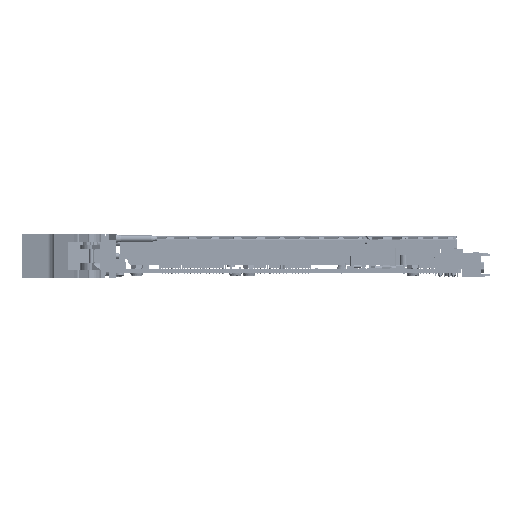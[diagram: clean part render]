
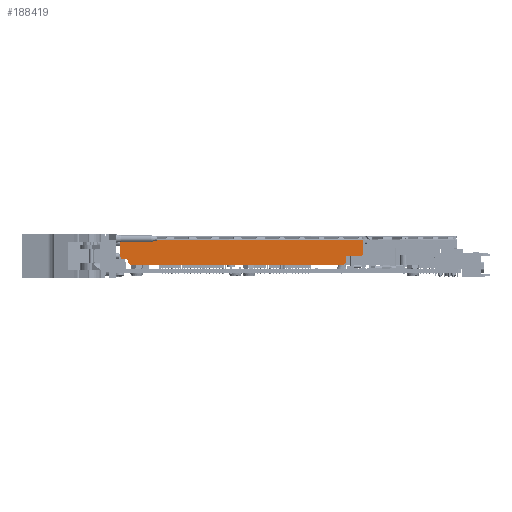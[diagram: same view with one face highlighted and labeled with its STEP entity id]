
A CAD part, front view. The second image highlights one B-rep face of the part: STEP entity #188419.
In plain terms, the highlighted planar face has unit normal (0, -1, 0).
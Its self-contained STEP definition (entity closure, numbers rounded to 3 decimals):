
#1058 = CARTESIAN_POINT ( 'NONE',  ( -90.312, -41.845, 10.237 ) ) ;
#1063 = DIRECTION ( 'NONE',  ( -1., 0., 0. ) ) ;
#1519 = CARTESIAN_POINT ( 'NONE',  ( -86.712, -41.845, 9.237 ) ) ;
#1522 = DIRECTION ( 'NONE',  ( 0., 0., 1. ) ) ;
#7514 = DIRECTION ( 'NONE',  ( 0., 0., 1. ) ) ;
#7518 = CARTESIAN_POINT ( 'NONE',  ( -90.312, -41.845, 7.737 ) ) ;
#7979 = CARTESIAN_POINT ( 'NONE',  ( -89.312, -41.845, 11.237 ) ) ;
#7982 = DIRECTION ( 'NONE',  ( 0., -1., 0. ) ) ;
#7985 = DIRECTION ( 'NONE',  ( 0., 0., 1. ) ) ;
#9006 = LINE ( 'NONE', #7518, #9019 ) ;
#9019 = VECTOR ( 'NONE', #7514, 1000. ) ;
#9083 = CIRCLE ( 'NONE', #18944, 1. ) ;
#9177 = LINE ( 'NONE', #1058, #9220 ) ;
#9220 = VECTOR ( 'NONE', #1063, 1000. ) ;
#9330 = LINE ( 'NONE', #1519, #9334 ) ;
#9334 = VECTOR ( 'NONE', #1522, 1000. ) ;
#10181 = CIRCLE ( 'NONE', #19224, 1. ) ;
#10691 = CIRCLE ( 'NONE', #19500, 1. ) ;
#11010 = LINE ( 'NONE', #21153, #11019 ) ;
#11019 = VECTOR ( 'NONE', #21161, 1000. ) ;
#18944 = AXIS2_PLACEMENT_3D ( 'NONE', #7979, #7982, #7985 ) ;
#19224 = AXIS2_PLACEMENT_3D ( 'NONE', #72321, #72324, #72326 ) ;
#19500 = AXIS2_PLACEMENT_3D ( 'NONE', #74065, #74067, #74071 ) ;
#21153 = CARTESIAN_POINT ( 'NONE',  ( 12.571, -41.845, 11.737 ) ) ;
#21161 = DIRECTION ( 'NONE',  ( 0., 0., -1. ) ) ;
#27081 = CARTESIAN_POINT ( 'NONE',  ( -85.712, -41.845, 8.737 ) ) ;
#27083 = DIRECTION ( 'NONE',  ( 0., -1., 0. ) ) ;
#27084 = DIRECTION ( 'NONE',  ( 0., 0., 1. ) ) ;
#31422 = CARTESIAN_POINT ( 'NONE',  ( 62.308, -41.845, 7.737 ) ) ;
#31428 = DIRECTION ( 'NONE',  ( -1., 0., 0. ) ) ;
#33466 = CIRCLE ( 'NONE', #96664, 1. ) ;
#35125 = LINE ( 'NONE', #31422, #35135 ) ;
#35135 = VECTOR ( 'NONE', #31428, 1000. ) ;
#35564 = CIRCLE ( 'NONE', #97231, 1. ) ;
#41392 = CARTESIAN_POINT ( 'NONE',  ( 13.571, -41.845, 10.737 ) ) ;
#41395 = DIRECTION ( 'NONE',  ( 0., 1., 0. ) ) ;
#41397 = DIRECTION ( 'NONE',  ( 0., 0., 1. ) ) ;
#44565 = CARTESIAN_POINT ( 'NONE',  ( 62.308, -41.845, 19.001 ) ) ;
#44584 = DIRECTION ( 'NONE',  ( 1., 0., 0. ) ) ;
#46247 = CARTESIAN_POINT ( 'NONE',  ( 20.571, -41.845, 11.737 ) ) ;
#46281 = DIRECTION ( 'NONE',  ( -1., 0., 0. ) ) ;
#53903 = LINE ( 'NONE', #44565, #53918 ) ;
#53918 = VECTOR ( 'NONE', #44584, 1000. ) ;
#54160 = LINE ( 'NONE', #46247, #54161 ) ;
#54161 = VECTOR ( 'NONE', #46281, 1000. ) ;
#57163 = CARTESIAN_POINT ( 'NONE',  ( 19.571, -41.845, 12.737 ) ) ;
#57165 = DIRECTION ( 'NONE',  ( 0., -1., 0. ) ) ;
#57166 = DIRECTION ( 'NONE',  ( 0., 0., 1. ) ) ;
#58908 = CIRCLE ( 'NONE', #95406, 1. ) ;
#72321 = CARTESIAN_POINT ( 'NONE',  ( -87.712, -41.845, 9.237 ) ) ;
#72324 = DIRECTION ( 'NONE',  ( 0., -1., 0. ) ) ;
#72326 = DIRECTION ( 'NONE',  ( -1., 0., 0. ) ) ;
#74065 = CARTESIAN_POINT ( 'NONE',  ( 11.571, -41.845, 8.737 ) ) ;
#74067 = DIRECTION ( 'NONE',  ( 0., -1., 0. ) ) ;
#74071 = DIRECTION ( 'NONE',  ( 0., 0., 1. ) ) ;
#82136 = CARTESIAN_POINT ( 'NONE',  ( 20.571, -41.845, 7.737 ) ) ;
#82171 = DIRECTION ( 'NONE',  ( 0., 0., 1. ) ) ;
#87059 = LINE ( 'NONE', #82136, #87067 ) ;
#87067 = VECTOR ( 'NONE', #82171, 1000. ) ;
#93296 = AXIS2_PLACEMENT_3D ( 'NONE', #119185, #119190, #119200 ) ;
#95406 = AXIS2_PLACEMENT_3D ( 'NONE', #57163, #57165, #57166 ) ;
#96664 = AXIS2_PLACEMENT_3D ( 'NONE', #41392, #41395, #41397 ) ;
#97231 = AXIS2_PLACEMENT_3D ( 'NONE', #27081, #27083, #27084 ) ;
#106450 = ORIENTED_EDGE ( 'NONE', *, *, #132499, .F. ) ;
#106451 = ORIENTED_EDGE ( 'NONE', *, *, #132574, .T. ) ;
#106452 = ORIENTED_EDGE ( 'NONE', *, *, #132640, .F. ) ;
#106453 = ORIENTED_EDGE ( 'NONE', *, *, #133259, .F. ) ;
#106454 = ORIENTED_EDGE ( 'NONE', *, *, #132728, .F. ) ;
#106455 = ORIENTED_EDGE ( 'NONE', *, *, #129248, .T. ) ;
#106456 = ORIENTED_EDGE ( 'NONE', *, *, #128462, .F. ) ;
#106457 = ORIENTED_EDGE ( 'NONE', *, *, #133410, .T. ) ;
#106458 = ORIENTED_EDGE ( 'NONE', *, *, #133535, .F. ) ;
#106459 = ORIENTED_EDGE ( 'NONE', *, *, #126812, .T. ) ;
#106460 = ORIENTED_EDGE ( 'NONE', *, *, #126409, .F. ) ;
#106461 = ORIENTED_EDGE ( 'NONE', *, *, #113394, .T. ) ;
#106462 = ORIENTED_EDGE ( 'NONE', *, *, #110011, .T. ) ;
#106463 = ORIENTED_EDGE ( 'NONE', *, *, #126108, .F. ) ;
#110011 = EDGE_CURVE ( 'NONE', #185756, #185799, #87059, .T. ) ;
#113394 = EDGE_CURVE ( 'NONE', #185802, #185756, #58908, .T. ) ;
#119128 = PLANE ( 'NONE',  #93296 ) ;
#119185 = CARTESIAN_POINT ( 'NONE',  ( 62.308, -41.845, 7.737 ) ) ;
#119190 = DIRECTION ( 'NONE',  ( 0., 1., 0. ) ) ;
#119200 = DIRECTION ( 'NONE',  ( 0., 0., 1. ) ) ;
#126108 = EDGE_CURVE ( 'NONE', #185792, #185799, #53903, .T. ) ;
#126409 = EDGE_CURVE ( 'NONE', #185802, #185796, #54160, .T. ) ;
#126812 = EDGE_CURVE ( 'NONE', #185815, #185796, #33466, .T. ) ;
#128462 = EDGE_CURVE ( 'NONE', #185808, #185867, #35125, .T. ) ;
#129248 = EDGE_CURVE ( 'NONE', #185848, #185867, #35564, .T. ) ;
#132499 = EDGE_CURVE ( 'NONE', #185844, #185792, #9006, .T. ) ;
#132574 = EDGE_CURVE ( 'NONE', #185844, #185861, #9083, .T. ) ;
#132640 = EDGE_CURVE ( 'NONE', #185854, #185861, #9177, .T. ) ;
#132728 = EDGE_CURVE ( 'NONE', #185848, #185851, #9330, .T. ) ;
#133259 = EDGE_CURVE ( 'NONE', #185851, #185854, #10181, .T. ) ;
#133410 = EDGE_CURVE ( 'NONE', #185808, #185821, #10691, .T. ) ;
#133535 = EDGE_CURVE ( 'NONE', #185815, #185821, #11010, .T. ) ;
#185756 = VERTEX_POINT ( 'NONE', #234023 ) ;
#185792 = VERTEX_POINT ( 'NONE', #234046 ) ;
#185796 = VERTEX_POINT ( 'NONE', #234048 ) ;
#185799 = VERTEX_POINT ( 'NONE', #234050 ) ;
#185802 = VERTEX_POINT ( 'NONE', #234052 ) ;
#185808 = VERTEX_POINT ( 'NONE', #234056 ) ;
#185815 = VERTEX_POINT ( 'NONE', #234059 ) ;
#185821 = VERTEX_POINT ( 'NONE', #234063 ) ;
#185844 = VERTEX_POINT ( 'NONE', #234077 ) ;
#185848 = VERTEX_POINT ( 'NONE', #234080 ) ;
#185851 = VERTEX_POINT ( 'NONE', #234083 ) ;
#185854 = VERTEX_POINT ( 'NONE', #234085 ) ;
#185861 = VERTEX_POINT ( 'NONE', #234088 ) ;
#185867 = VERTEX_POINT ( 'NONE', #234092 ) ;
#188419 = ADVANCED_FACE ( 'NONE', ( #200387 ), #119128, .F. ) ;
#200387 = FACE_OUTER_BOUND ( 'NONE', #223018, .T. ) ;
#223018 = EDGE_LOOP ( 'NONE', ( #106450, #106451, #106452, #106453, #106454, #106455, #106456, #106457, #106458, #106459, #106460, #106461, #106462, #106463 ) ) ;
#234023 = CARTESIAN_POINT ( 'NONE',  ( 20.571, -41.845, 12.737 ) ) ;
#234046 = CARTESIAN_POINT ( 'NONE',  ( -90.312, -41.845, 19.001 ) ) ;
#234048 = CARTESIAN_POINT ( 'NONE',  ( 13.571, -41.845, 11.737 ) ) ;
#234050 = CARTESIAN_POINT ( 'NONE',  ( 20.571, -41.845, 19.001 ) ) ;
#234052 = CARTESIAN_POINT ( 'NONE',  ( 19.571, -41.845, 11.737 ) ) ;
#234056 = CARTESIAN_POINT ( 'NONE',  ( 11.571, -41.845, 7.737 ) ) ;
#234059 = CARTESIAN_POINT ( 'NONE',  ( 12.571, -41.845, 10.737 ) ) ;
#234063 = CARTESIAN_POINT ( 'NONE',  ( 12.571, -41.845, 8.737 ) ) ;
#234077 = CARTESIAN_POINT ( 'NONE',  ( -90.312, -41.845, 11.237 ) ) ;
#234080 = CARTESIAN_POINT ( 'NONE',  ( -86.712, -41.845, 8.737 ) ) ;
#234083 = CARTESIAN_POINT ( 'NONE',  ( -86.712, -41.845, 9.237 ) ) ;
#234085 = CARTESIAN_POINT ( 'NONE',  ( -87.712, -41.845, 10.237 ) ) ;
#234088 = CARTESIAN_POINT ( 'NONE',  ( -89.312, -41.845, 10.237 ) ) ;
#234092 = CARTESIAN_POINT ( 'NONE',  ( -85.712, -41.845, 7.737 ) ) ;
